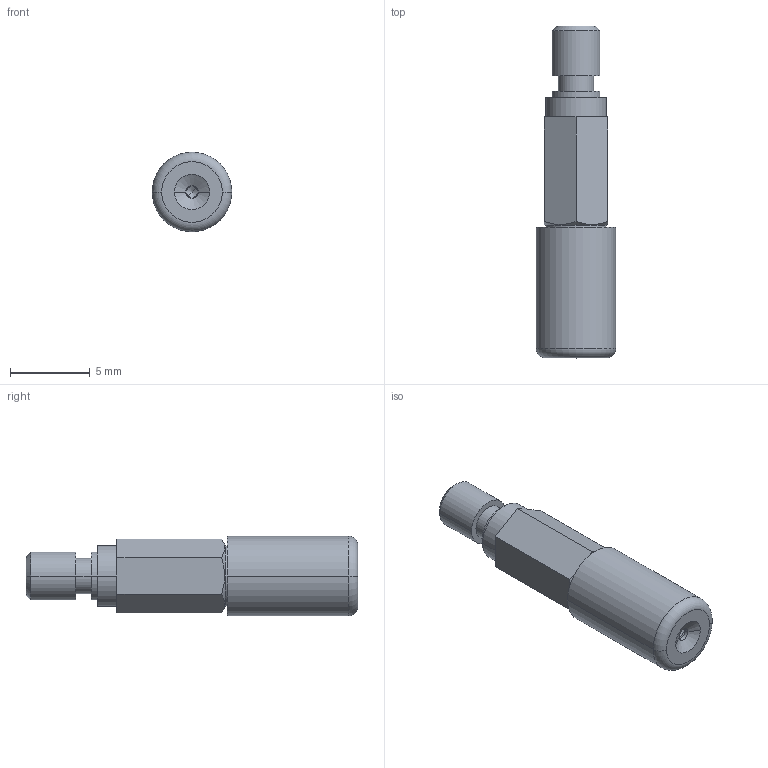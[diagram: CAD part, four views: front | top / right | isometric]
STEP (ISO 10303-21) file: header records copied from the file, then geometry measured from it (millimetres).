
FILE_DESCRIPTION((''),'2;1');
FILE_NAME('00112020902','2020-02-04T',('presta_be4'),(''),'CREO PARAMETRIC BY PTC INC, 2018360','CREO PARAMETRIC BY PTC INC, 2018360','');
FILE_SCHEMA(('CONFIG_CONTROL_DESIGN'));
Length unit declared in the file: millimetre
Products named in the file (1): 00112020902
Bounding box: 5 x 20.81 x 5 mm (x, y, z)
Volume: 235 mm3; surface area: 518.1 mm2
Topology: 1 solids, 1 shells, 126 faces, 308 edges, 197 vertices
Faces by surface type: plane 54, cylinder 38, cone 22, torus 12
Entity records: 4076 total; most frequent: CARTESIAN_POINT 979, DIRECTION 682, ORIENTED_EDGE 612, EDGE_CURVE 306, AXIS2_PLACEMENT_3D 272, VERTEX_POINT 197, CIRCLE 146, EDGE_LOOP 143
